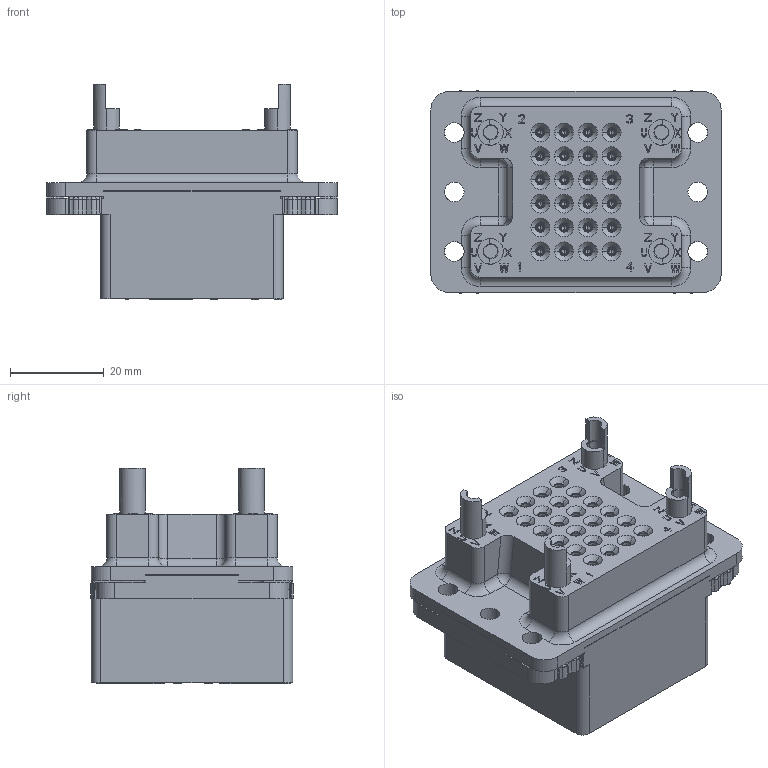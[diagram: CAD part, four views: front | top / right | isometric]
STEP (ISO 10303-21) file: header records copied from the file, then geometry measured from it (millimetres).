
FILE_DESCRIPTION((''),'2;1');
FILE_NAME('00551969200E','2020-09-28T',('presta_be4'),(''),'CREO PARAMETRIC BY PTC INC, 2018360','CREO PARAMETRIC BY PTC INC, 2018360','');
FILE_SCHEMA(('CONFIG_CONTROL_DESIGN'));
Products named in the file (1): 00551969200E
Bounding box: 62 x 43.28 x 46.05 mm (x, y, z)
Volume: 46097.8 mm3; surface area: 46011.5 mm2
Topology: 41 solids, 41 shells, 4390 faces, 12051 edges, 7778 vertices
Faces by surface type: plane 2976, cylinder 778, cone 440, torus 184, bspline 8, sphere 4
Entity records: 141877 total; most frequent: CARTESIAN_POINT 29739, ORIENTED_EDGE 24006, DIRECTION 22483, EDGE_CURVE 12003, VECTOR 8215, LINE 8215, VERTEX_POINT 7778, AXIS2_PLACEMENT_3D 7134
